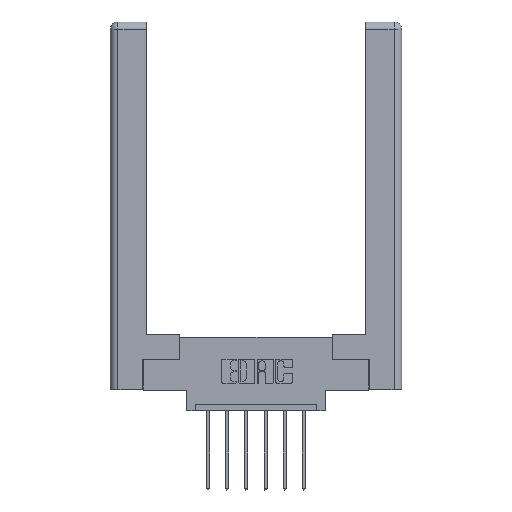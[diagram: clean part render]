
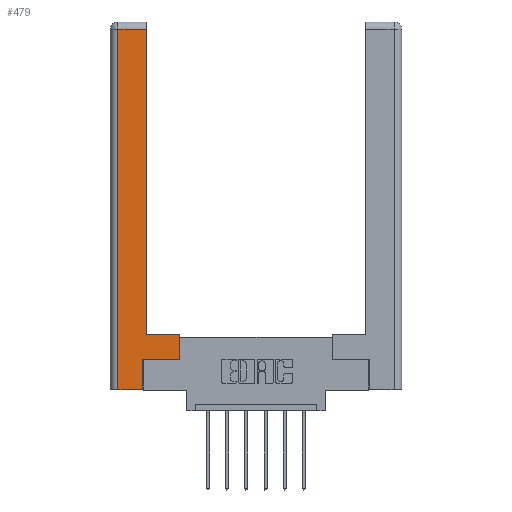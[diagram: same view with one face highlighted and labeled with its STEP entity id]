
A CAD part, top view. The second image highlights one B-rep face of the part: STEP entity #479.
In plain terms, the highlighted planar face has unit normal (0, 0, 1).
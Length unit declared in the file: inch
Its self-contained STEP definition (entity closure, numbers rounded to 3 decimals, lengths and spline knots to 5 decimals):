
#31 = CARTESIAN_POINT ( 'NONE',  ( 0., 0., 0. ) ) ;
#88 = FACE_OUTER_BOUND ( 'NONE', #5077, .T. ) ;
#200 = CARTESIAN_POINT ( 'NONE',  ( 0.0615, 0., 0. ) ) ;
#260 = EDGE_CURVE ( 'NONE', #10211, #2723, #10895, .T. ) ;
#390 = CARTESIAN_POINT ( 'NONE',  ( 0.295, 0.45, 0. ) ) ;
#479 = ADVANCED_FACE ( 'NONE', ( #88 ), #1989, .F. ) ;
#742 = ORIENTED_EDGE ( 'NONE', *, *, #11110, .T. ) ;
#832 = DIRECTION ( 'NONE',  ( 0., 1., 0. ) ) ;
#1635 = ORIENTED_EDGE ( 'NONE', *, *, #4594, .T. ) ;
#1669 = CARTESIAN_POINT ( 'NONE',  ( 0.295, 3., 0. ) ) ;
#1769 = VECTOR ( 'NONE', #7943, 39.37008 ) ;
#1826 = VECTOR ( 'NONE', #6051, 39.37008 ) ;
#1989 = PLANE ( 'NONE',  #6946 ) ;
#2227 = EDGE_CURVE ( 'NONE', #11424, #10211, #8394, .T. ) ;
#2382 = LINE ( 'NONE', #8234, #11873 ) ;
#2472 = DIRECTION ( 'NONE',  ( 1., 0., 0. ) ) ;
#2572 = CARTESIAN_POINT ( 'NONE',  ( 0.265, 0.245, 0. ) ) ;
#2586 = CARTESIAN_POINT ( 'NONE',  ( 0.565, 0.45, 0. ) ) ;
#2702 = VECTOR ( 'NONE', #832, 39.37008 ) ;
#2723 = VERTEX_POINT ( 'NONE', #200 ) ;
#2823 = DIRECTION ( 'NONE',  ( 0., 1., 0. ) ) ;
#2919 = VERTEX_POINT ( 'NONE', #3907 ) ;
#3504 = CARTESIAN_POINT ( 'NONE',  ( 0.0615, 2.94, 0. ) ) ;
#3606 = DIRECTION ( 'NONE',  ( 1., 0., 0. ) ) ;
#3893 = CARTESIAN_POINT ( 'NONE',  ( 0.265, 0., 0. ) ) ;
#3907 = CARTESIAN_POINT ( 'NONE',  ( 0.565, 0.45, 0. ) ) ;
#4184 = ORIENTED_EDGE ( 'NONE', *, *, #260, .T. ) ;
#4330 = LINE ( 'NONE', #9370, #9801 ) ;
#4594 = EDGE_CURVE ( 'NONE', #8033, #10262, #4330, .T. ) ;
#4739 = CARTESIAN_POINT ( 'NONE',  ( 0.565, 0.245, 0. ) ) ;
#4806 = LINE ( 'NONE', #10931, #5791 ) ;
#5077 = EDGE_LOOP ( 'NONE', ( #11616, #9752, #4184, #11514, #1635, #10089, #742, #5429 ) ) ;
#5429 = ORIENTED_EDGE ( 'NONE', *, *, #8408, .T. ) ;
#5453 = VERTEX_POINT ( 'NONE', #4739 ) ;
#5791 = VECTOR ( 'NONE', #3606, 39.37008 ) ;
#6051 = DIRECTION ( 'NONE',  ( 0., -1., 0. ) ) ;
#6946 = AXIS2_PLACEMENT_3D ( 'NONE', #31, #10246, #7413 ) ;
#7228 = CARTESIAN_POINT ( 'NONE',  ( 0.0615, 2.94, 0. ) ) ;
#7302 = EDGE_CURVE ( 'NONE', #10262, #5453, #10187, .T. ) ;
#7413 = DIRECTION ( 'NONE',  ( -1., 0., 0. ) ) ;
#7688 = VECTOR ( 'NONE', #2472, 39.37008 ) ;
#7710 = LINE ( 'NONE', #2586, #2702 ) ;
#7943 = DIRECTION ( 'NONE',  ( -1., 0., 0. ) ) ;
#8023 = CARTESIAN_POINT ( 'NONE',  ( 0.565, 0.245, 0. ) ) ;
#8033 = VERTEX_POINT ( 'NONE', #3893 ) ;
#8234 = CARTESIAN_POINT ( 'NONE',  ( 0.295, 0.45, 0. ) ) ;
#8394 = LINE ( 'NONE', #3504, #1769 ) ;
#8408 = EDGE_CURVE ( 'NONE', #2919, #10642, #2382, .T. ) ;
#8514 = EDGE_CURVE ( 'NONE', #10642, #11424, #9317, .T. ) ;
#8608 = CARTESIAN_POINT ( 'NONE',  ( 0.0615, 0., 0. ) ) ;
#9039 = DIRECTION ( 'NONE',  ( 0., 1., 0. ) ) ;
#9174 = DIRECTION ( 'NONE',  ( -1., 0., 0. ) ) ;
#9317 = LINE ( 'NONE', #1669, #10890 ) ;
#9370 = CARTESIAN_POINT ( 'NONE',  ( 0.265, 0.245, 0. ) ) ;
#9479 = EDGE_CURVE ( 'NONE', #2723, #8033, #4806, .T. ) ;
#9752 = ORIENTED_EDGE ( 'NONE', *, *, #2227, .T. ) ;
#9801 = VECTOR ( 'NONE', #2823, 39.37008 ) ;
#10089 = ORIENTED_EDGE ( 'NONE', *, *, #7302, .T. ) ;
#10187 = LINE ( 'NONE', #8023, #7688 ) ;
#10211 = VERTEX_POINT ( 'NONE', #7228 ) ;
#10246 = DIRECTION ( 'NONE',  ( 0., 0., -1. ) ) ;
#10262 = VERTEX_POINT ( 'NONE', #2572 ) ;
#10642 = VERTEX_POINT ( 'NONE', #390 ) ;
#10821 = CARTESIAN_POINT ( 'NONE',  ( 0.295, 2.94, 0. ) ) ;
#10890 = VECTOR ( 'NONE', #9039, 39.37008 ) ;
#10895 = LINE ( 'NONE', #8608, #1826 ) ;
#10931 = CARTESIAN_POINT ( 'NONE',  ( 0.265, 0., 0. ) ) ;
#11110 = EDGE_CURVE ( 'NONE', #5453, #2919, #7710, .T. ) ;
#11424 = VERTEX_POINT ( 'NONE', #10821 ) ;
#11514 = ORIENTED_EDGE ( 'NONE', *, *, #9479, .T. ) ;
#11616 = ORIENTED_EDGE ( 'NONE', *, *, #8514, .T. ) ;
#11873 = VECTOR ( 'NONE', #9174, 39.37008 ) ;
